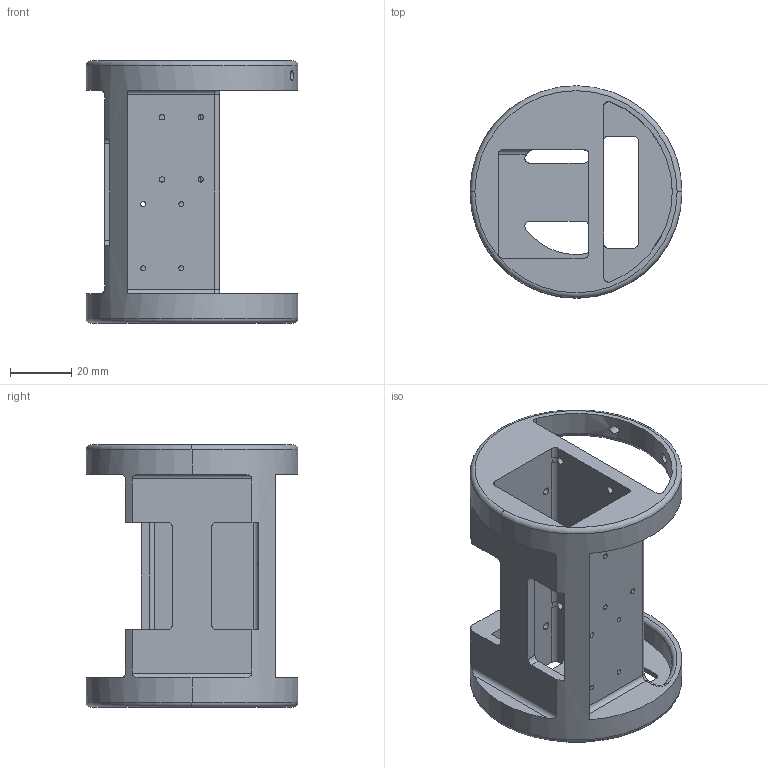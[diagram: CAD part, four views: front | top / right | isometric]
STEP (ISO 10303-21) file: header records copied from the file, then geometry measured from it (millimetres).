
FILE_DESCRIPTION (( 'STEP AP214' ), '1' );
FILE_NAME ('electronics_cage v2.STEP', '2024-04-17T08:05:49', ( '' ), ( '' ), 'SwSTEP 2.0', 'SolidWorks 2023', '' );
FILE_SCHEMA (( 'AUTOMOTIVE_DESIGN' ));
Length unit declared in the file: inch
Products named in the file (1): electronics_cage v2
Bounding box: 69.34 x 69.34 x 85.72 mm (x, y, z)
Volume: 63311.5 mm3; surface area: 34745 mm2
Topology: 1 solids, 1 shells, 142 faces, 420 edges, 267 vertices
Faces by surface type: cylinder 88, plane 33, torus 17, sphere 2, bspline 2
Entity records: 5302 total; most frequent: CARTESIAN_POINT 1292, DIRECTION 874, ORIENTED_EDGE 836, EDGE_CURVE 418, AXIS2_PLACEMENT_3D 339, VERTEX_POINT 267, CIRCLE 198, VECTOR 196
